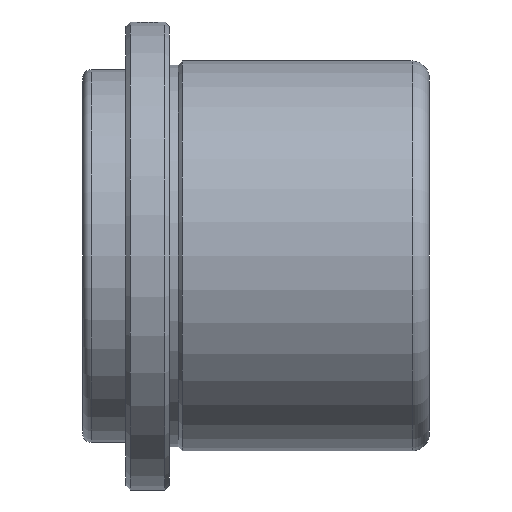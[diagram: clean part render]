
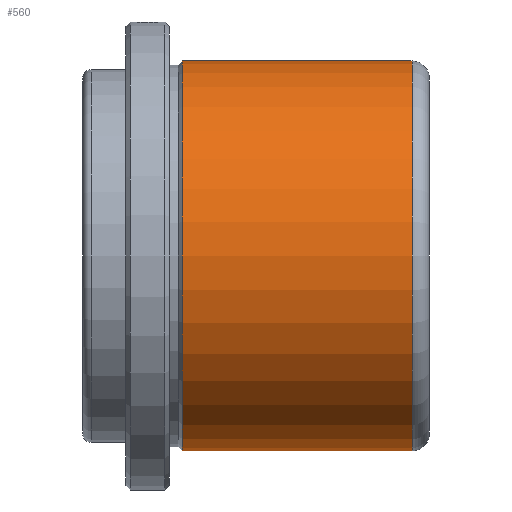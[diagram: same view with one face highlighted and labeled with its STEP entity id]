
A CAD part, left-side view. The second image highlights one B-rep face of the part: STEP entity #560.
In plain terms, the highlighted cylindrical face has radius 22.5 mm (diameter 45 mm), a partial arc.
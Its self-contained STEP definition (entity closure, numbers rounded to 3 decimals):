
#488 = VERTEX_POINT ( 'NONE', #4744 ) ;
#560 = ADVANCED_FACE ( 'NONE', ( #5600 ), #877, .T. ) ;
#877 = CYLINDRICAL_SURFACE ( 'NONE', #923, 22.5 ) ;
#901 = DIRECTION ( 'NONE',  ( 0., 1., 0. ) ) ;
#923 = AXIS2_PLACEMENT_3D ( 'NONE', #2703, #3114, #4042 ) ;
#925 = EDGE_CURVE ( 'NONE', #2843, #4426, #2870, .T. ) ;
#1216 = ORIENTED_EDGE ( 'NONE', *, *, #925, .T. ) ;
#1600 = VERTEX_POINT ( 'NONE', #3636 ) ;
#1657 = CARTESIAN_POINT ( 'NONE',  ( 0., -12.248, 22.5 ) ) ;
#2517 = AXIS2_PLACEMENT_3D ( 'NONE', #3024, #5468, #3485 ) ;
#2638 = CIRCLE ( 'NONE', #2517, 22.5 ) ;
#2703 = CARTESIAN_POINT ( 'NONE',  ( 0., 0., 0. ) ) ;
#2785 = DIRECTION ( 'NONE',  ( 0., 1., 0. ) ) ;
#2843 = VERTEX_POINT ( 'NONE', #1657 ) ;
#2870 = LINE ( 'NONE', #4518, #4241 ) ;
#3024 = CARTESIAN_POINT ( 'NONE',  ( 0., 14.252, 0. ) ) ;
#3114 = DIRECTION ( 'NONE',  ( 0., 1., 0. ) ) ;
#3360 = ORIENTED_EDGE ( 'NONE', *, *, #3372, .F. ) ;
#3372 = EDGE_CURVE ( 'NONE', #1600, #488, #3648, .T. ) ;
#3413 = EDGE_LOOP ( 'NONE', ( #3360, #5786, #1216, #3719 ) ) ;
#3485 = DIRECTION ( 'NONE',  ( 0., 0., 1. ) ) ;
#3636 = CARTESIAN_POINT ( 'NONE',  ( 0., -12.248, -22.5 ) ) ;
#3648 = LINE ( 'NONE', #4556, #4369 ) ;
#3719 = ORIENTED_EDGE ( 'NONE', *, *, #4864, .F. ) ;
#4042 = DIRECTION ( 'NONE',  ( 0., 0., 1. ) ) ;
#4241 = VECTOR ( 'NONE', #901, 1000. ) ;
#4369 = VECTOR ( 'NONE', #2785, 1000. ) ;
#4426 = VERTEX_POINT ( 'NONE', #4933 ) ;
#4518 = CARTESIAN_POINT ( 'NONE',  ( 0., 0., 22.5 ) ) ;
#4556 = CARTESIAN_POINT ( 'NONE',  ( 0., 0., -22.5 ) ) ;
#4694 = AXIS2_PLACEMENT_3D ( 'NONE', #5875, #4974, #5896 ) ;
#4744 = CARTESIAN_POINT ( 'NONE',  ( 0., 14.252, -22.5 ) ) ;
#4864 = EDGE_CURVE ( 'NONE', #488, #4426, #2638, .T. ) ;
#4933 = CARTESIAN_POINT ( 'NONE',  ( 0., 14.252, 22.5 ) ) ;
#4974 = DIRECTION ( 'NONE',  ( 0., 1., 0. ) ) ;
#5361 = EDGE_CURVE ( 'NONE', #1600, #2843, #5507, .T. ) ;
#5468 = DIRECTION ( 'NONE',  ( 0., 1., 0. ) ) ;
#5507 = CIRCLE ( 'NONE', #4694, 22.5 ) ;
#5600 = FACE_OUTER_BOUND ( 'NONE', #3413, .T. ) ;
#5786 = ORIENTED_EDGE ( 'NONE', *, *, #5361, .T. ) ;
#5875 = CARTESIAN_POINT ( 'NONE',  ( 0., -12.248, 0. ) ) ;
#5896 = DIRECTION ( 'NONE',  ( 0., 0., 1. ) ) ;
